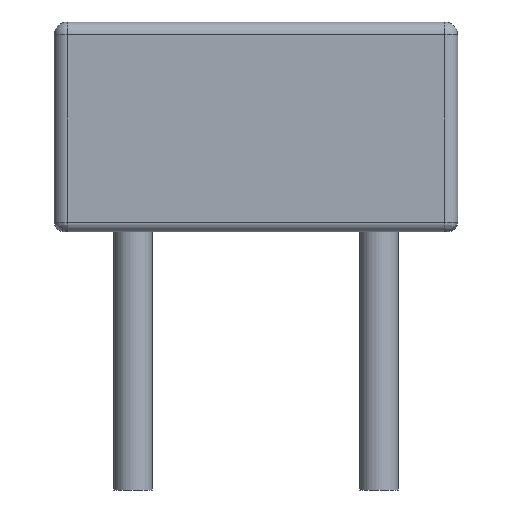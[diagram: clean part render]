
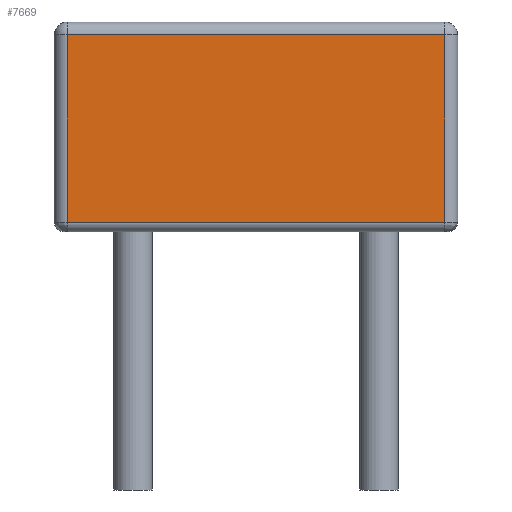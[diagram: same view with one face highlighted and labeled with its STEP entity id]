
A CAD part, front view. The second image highlights one B-rep face of the part: STEP entity #7669.
In plain terms, the highlighted planar face has unit normal (0, -1, 0).
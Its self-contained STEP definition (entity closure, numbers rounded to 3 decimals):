
#1046=FACE_OUTER_BOUND('',#1501,.T.);
#1501=EDGE_LOOP('',(#6192,#6193,#6194,#6195));
#2029=LINE('',#12282,#2689);
#2052=LINE('',#12406,#2712);
#2056=LINE('',#12430,#2716);
#2057=LINE('',#12433,#2717);
#2689=VECTOR('',#8696,10.);
#2712=VECTOR('',#8801,10.);
#2716=VECTOR('',#8843,10.);
#2717=VECTOR('',#8848,10.);
#3390=VERTEX_POINT('',#12274);
#3392=VERTEX_POINT('',#12280);
#3424=VERTEX_POINT('',#12403);
#3425=VERTEX_POINT('',#12405);
#4323=EDGE_CURVE('',#3392,#3390,#2029,.T.);
#4373=EDGE_CURVE('',#3424,#3425,#2052,.T.);
#4386=EDGE_CURVE('',#3425,#3392,#2056,.T.);
#4387=EDGE_CURVE('',#3390,#3424,#2057,.T.);
#6192=ORIENTED_EDGE('',*,*,#4323,.F.);
#6193=ORIENTED_EDGE('',*,*,#4386,.F.);
#6194=ORIENTED_EDGE('',*,*,#4373,.F.);
#6195=ORIENTED_EDGE('',*,*,#4387,.F.);
#7339=PLANE('',#8083);
#7669=ADVANCED_FACE('',(#1046),#7339,.T.);
#8083=AXIS2_PLACEMENT_3D('',#12718,#8911,#8912);
#8696=DIRECTION('',(-1.,0.,0.));
#8801=DIRECTION('',(1.,0.,0.));
#8843=DIRECTION('',(0.,0.,-1.));
#8848=DIRECTION('',(0.,0.,1.));
#8911=DIRECTION('center_axis',(0.,-1.,0.));
#8912=DIRECTION('ref_axis',(1.,0.,0.));
#12274=CARTESIAN_POINT('',(-5.85,-6.25,0.3));
#12280=CARTESIAN_POINT('',(5.85,-6.25,0.3));
#12282=CARTESIAN_POINT('',(-3.125,-6.25,0.3));
#12403=CARTESIAN_POINT('',(-5.85,-6.25,6.1));
#12405=CARTESIAN_POINT('',(5.85,-6.25,6.1));
#12406=CARTESIAN_POINT('',(-3.125,-6.25,6.1));
#12430=CARTESIAN_POINT('',(5.85,-6.25,0.));
#12433=CARTESIAN_POINT('',(-5.85,-6.25,0.));
#12718=CARTESIAN_POINT('Origin',(-6.25,-6.25,0.));
